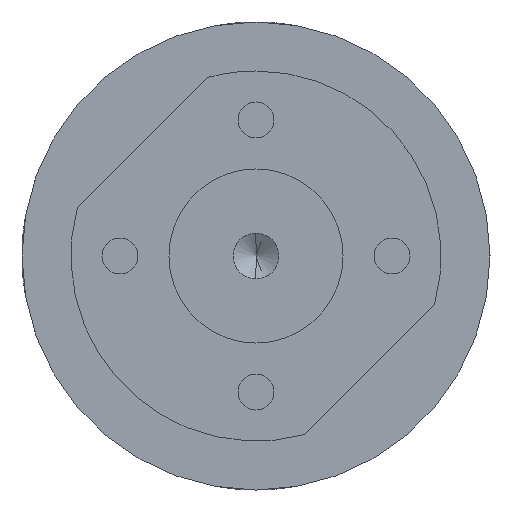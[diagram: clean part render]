
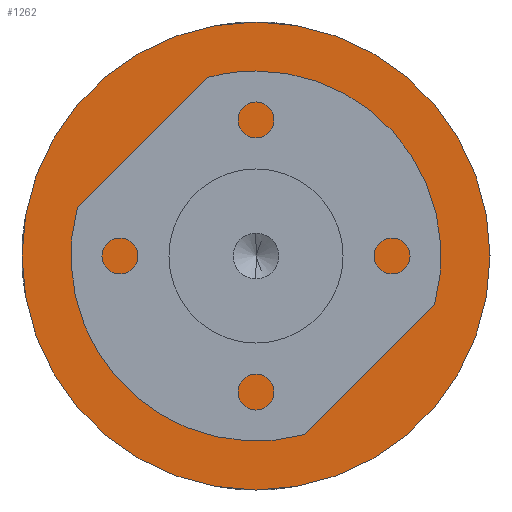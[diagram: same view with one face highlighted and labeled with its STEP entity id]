
A CAD part, left-side view. The second image highlights one B-rep face of the part: STEP entity #1262.
In plain terms, the highlighted planar face has unit normal (-1, 0, 0).
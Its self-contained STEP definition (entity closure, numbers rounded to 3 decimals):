
#71 = CARTESIAN_POINT ( 'NONE',  ( 13., 0., 0. ) ) ;
#127 = AXIS2_PLACEMENT_3D ( 'NONE', #354, #1064, #464 ) ;
#170 = PLANE ( 'NONE',  #483 ) ;
#221 = EDGE_CURVE ( 'NONE', #233, #903, #313, .T. ) ;
#233 = VERTEX_POINT ( 'NONE', #703 ) ;
#268 = CARTESIAN_POINT ( 'NONE',  ( 13., 0., -21.5 ) ) ;
#278 = DIRECTION ( 'NONE',  ( 1., 0., 0. ) ) ;
#285 = CARTESIAN_POINT ( 'NONE',  ( 13., 0., 0. ) ) ;
#313 = CIRCLE ( 'NONE', #1163, 21.5 ) ;
#351 = FACE_BOUND ( 'NONE', #890, .T. ) ;
#353 = AXIS2_PLACEMENT_3D ( 'NONE', #455, #1159, #551 ) ;
#354 = CARTESIAN_POINT ( 'NONE',  ( 13., 0., 0. ) ) ;
#389 = DIRECTION ( 'NONE',  ( 0., 0., -1. ) ) ;
#436 = CARTESIAN_POINT ( 'NONE',  ( 13., 0., 7. ) ) ;
#455 = CARTESIAN_POINT ( 'NONE',  ( 13., 0., 0. ) ) ;
#464 = DIRECTION ( 'NONE',  ( 0., 0., -1. ) ) ;
#478 = ORIENTED_EDGE ( 'NONE', *, *, #914, .T. ) ;
#482 = CARTESIAN_POINT ( 'NONE',  ( 13., 0., 0. ) ) ;
#483 = AXIS2_PLACEMENT_3D ( 'NONE', #71, #278, #977 ) ;
#504 = CIRCLE ( 'NONE', #127, 21.5 ) ;
#534 = AXIS2_PLACEMENT_3D ( 'NONE', #482, #1198, #584 ) ;
#551 = DIRECTION ( 'NONE',  ( 0., 0., -1. ) ) ;
#584 = DIRECTION ( 'NONE',  ( 0., 0., -1. ) ) ;
#693 = VERTEX_POINT ( 'NONE', #436 ) ;
#703 = CARTESIAN_POINT ( 'NONE',  ( 13., 0., 21.5 ) ) ;
#801 = VERTEX_POINT ( 'NONE', #853 ) ;
#821 = CIRCLE ( 'NONE', #353, 7. ) ;
#853 = CARTESIAN_POINT ( 'NONE',  ( 13., 0., -7. ) ) ;
#890 = EDGE_LOOP ( 'NONE', ( #1240, #478 ) ) ;
#903 = VERTEX_POINT ( 'NONE', #268 ) ;
#914 = EDGE_CURVE ( 'NONE', #801, #693, #1213, .T. ) ;
#977 = DIRECTION ( 'NONE',  ( 0., 0., -1. ) ) ;
#990 = DIRECTION ( 'NONE',  ( 1., 0., 0. ) ) ;
#1006 = EDGE_CURVE ( 'NONE', #693, #801, #821, .T. ) ;
#1052 = EDGE_LOOP ( 'NONE', ( #1266, #1280 ) ) ;
#1064 = DIRECTION ( 'NONE',  ( 1., 0., 0. ) ) ;
#1067 = EDGE_CURVE ( 'NONE', #903, #233, #504, .T. ) ;
#1159 = DIRECTION ( 'NONE',  ( 1., 0., 0. ) ) ;
#1160 = FACE_OUTER_BOUND ( 'NONE', #1052, .T. ) ;
#1163 = AXIS2_PLACEMENT_3D ( 'NONE', #285, #990, #389 ) ;
#1198 = DIRECTION ( 'NONE',  ( 1., 0., 0. ) ) ;
#1213 = CIRCLE ( 'NONE', #534, 7. ) ;
#1240 = ORIENTED_EDGE ( 'NONE', *, *, #1006, .T. ) ;
#1262 = ADVANCED_FACE ( 'NONE', ( #1160, #351 ), #170, .F. ) ;
#1266 = ORIENTED_EDGE ( 'NONE', *, *, #221, .F. ) ;
#1280 = ORIENTED_EDGE ( 'NONE', *, *, #1067, .F. ) ;
